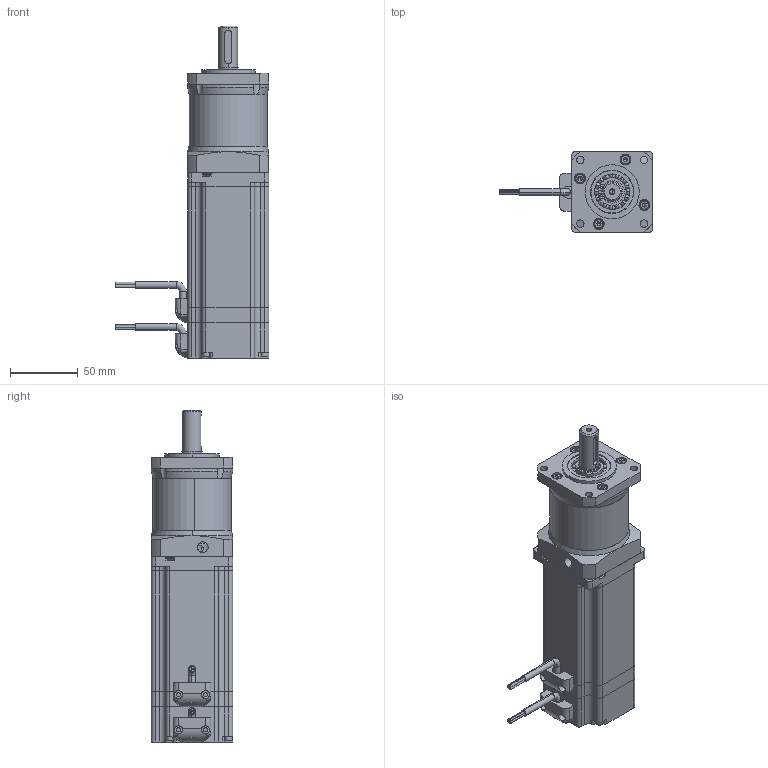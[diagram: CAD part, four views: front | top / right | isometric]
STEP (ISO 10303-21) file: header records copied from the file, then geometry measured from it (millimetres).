
FILE_DESCRIPTION (( 'STEP AP214' ), '1' );
FILE_NAME ('60BL-AG-F（方端盖）.STEP', '2022-03-10T10:48:07', ( '' ), ( '' ), 'SwSTEP 2.0', 'SolidWorks 2020', '' );
FILE_SCHEMA (( 'AUTOMOTIVE_DESIGN' ));
Length unit declared in the file: millimetre
Products named in the file (20): FL儂旯; 60BL; 揤盄裔; deep groove ball bearings gb_Rolling bearings 16002 GB 276-94; 揤盄裔5; FLF60-020; FLヶ傷裔; FL堤粣; 堤粣14瑩羞; M3蹟隊; 綴傷裔; 薊粣ん; hexagon socket head cap screws gb_GB_FASTENER_SCREWS_HSHCS M3X8-N; FL綴傷裔; hexagon socket head cap screws gb_GB_FASTENER_SCREWS_HSHCS M4X8-N; 60ヶ傷裔; circlips for shaft--type a large gb_GB_CONNECTING_PIECE_RING_RRA 15; 60隅赽36.5; 60BL-AG-F（方端盖）; 60綴傷裔
Assembly tree (32 placements, depth 3):
  60BL-AG-F（方端盖）
    FLF60-020
      FLヶ傷裔
      薊粣ん
      FL綴傷裔
      FL堤粣
      FL儂旯
      circlips for shaft--type a large gb_GB_CONNECTING_PIECE_RING_RRA 15
      deep groove ball bearings gb_Rolling bearings 16002 GB 276-94
      hexagon socket head cap screws gb_GB_FASTENER_SCREWS_HSHCS M4X8-N  x8
    60BL
      60隅赽36.5
      60綴傷裔
      堤粣14瑩羞
      60ヶ傷裔
      M3蹟隊  x4
      揤盄裔
      綴傷裔
      hexagon socket head cap screws gb_GB_FASTENER_SCREWS_HSHCS M3X8-N  x4
      揤盄裔5
Bounding box: 113.5 x 60 x 245.5 mm (x, y, z)
Volume: 654108.6 mm3; surface area: 128125.7 mm2
Topology: 30 solids, 30 shells, 1142 faces, 3011 edges, 1882 vertices
Faces by surface type: cylinder 428, plane 424, torus 134, cone 92, sphere 52, bspline 12
Entity records: 29710 total; most frequent: CARTESIAN_POINT 7000, DIRECTION 4539, ORIENTED_EDGE 4292, EDGE_CURVE 2146, AXIS2_PLACEMENT_3D 1852, VERTEX_POINT 1380, CIRCLE 1007, EDGE_LOOP 946
